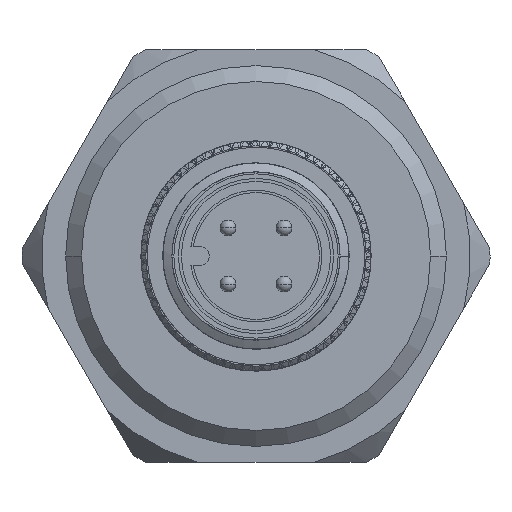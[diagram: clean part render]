
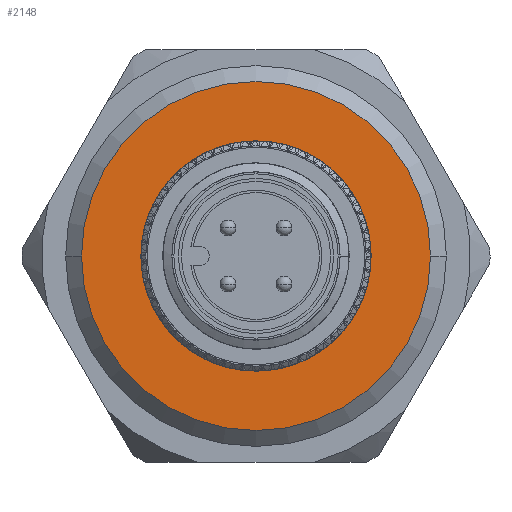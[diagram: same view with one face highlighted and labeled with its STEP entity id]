
A CAD part, left-side view. The second image highlights one B-rep face of the part: STEP entity #2148.
In plain terms, the highlighted planar face has unit normal (-1, 0, 0).
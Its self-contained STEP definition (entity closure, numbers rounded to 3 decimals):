
#6=CARTESIAN_POINT('',(0.,0.,0.));
#7=DIRECTION('',(1.,0.,0.));
#8=DIRECTION('',(0.,1.,0.));
#9=AXIS2_PLACEMENT_3D('',#6,#7,#8);
#20=CARTESIAN_POINT('',(0.,0.,0.));
#21=DIRECTION('',(-1.,0.,0.));
#22=DIRECTION('',(0.,1.,0.));
#23=AXIS2_PLACEMENT_3D('',#20,#21,#22);
#29=CARTESIAN_POINT('',(0.,0.,0.));
#30=DIRECTION('',(-1.,0.,0.));
#31=DIRECTION('',(0.,-1.,0.));
#32=AXIS2_PLACEMENT_3D('',#29,#30,#31);
#34=CARTESIAN_POINT('',(0.,0.,0.));
#35=DIRECTION('',(-1.,0.,0.));
#36=DIRECTION('',(0.,1.,0.));
#37=AXIS2_PLACEMENT_3D('',#34,#35,#36);
#1870=CARTESIAN_POINT('',(0.,-11.,0.));
#1871=CARTESIAN_POINT('',(0.,11.,0.));
#1872=VERTEX_POINT('',#1870);
#1873=VERTEX_POINT('',#1871);
#1894=CARTESIAN_POINT('',(0.,4.875,0.));
#1895=CARTESIAN_POINT('',(0.,-4.875,0.));
#1896=VERTEX_POINT('',#1894);
#1897=VERTEX_POINT('',#1895);
#2133=CARTESIAN_POINT('',(0.,0.,0.));
#2134=DIRECTION('',(1.,0.,0.));
#2135=DIRECTION('',(0.,-1.,0.));
#2136=AXIS2_PLACEMENT_3D('',#2133,#2134,#2135);
#2137=PLANE('',#2136);
#2139=ORIENTED_EDGE('',*,*,#2138,.F.);
#2141=ORIENTED_EDGE('',*,*,#2140,.F.);
#2142=EDGE_LOOP('',(#2139,#2141));
#2143=FACE_OUTER_BOUND('',#2142,.F.);
#2144=ORIENTED_EDGE('',*,*,#2113,.F.);
#2145=ORIENTED_EDGE('',*,*,#2127,.T.);
#2146=EDGE_LOOP('',(#2144,#2145));
#2147=FACE_BOUND('',#2146,.F.);
#2148=ADVANCED_FACE('',(#2143,#2147),#2137,.F.);
#10=CIRCLE('',#9,4.875);
#24=CIRCLE('',#23,4.875);
#33=CIRCLE('',#32,11.);
#38=CIRCLE('',#37,11.);
#2113=EDGE_CURVE('',#1896,#1897,#10,.T.);
#2127=EDGE_CURVE('',#1896,#1897,#24,.T.);
#2138=EDGE_CURVE('',#1872,#1873,#33,.T.);
#2140=EDGE_CURVE('',#1873,#1872,#38,.T.);
